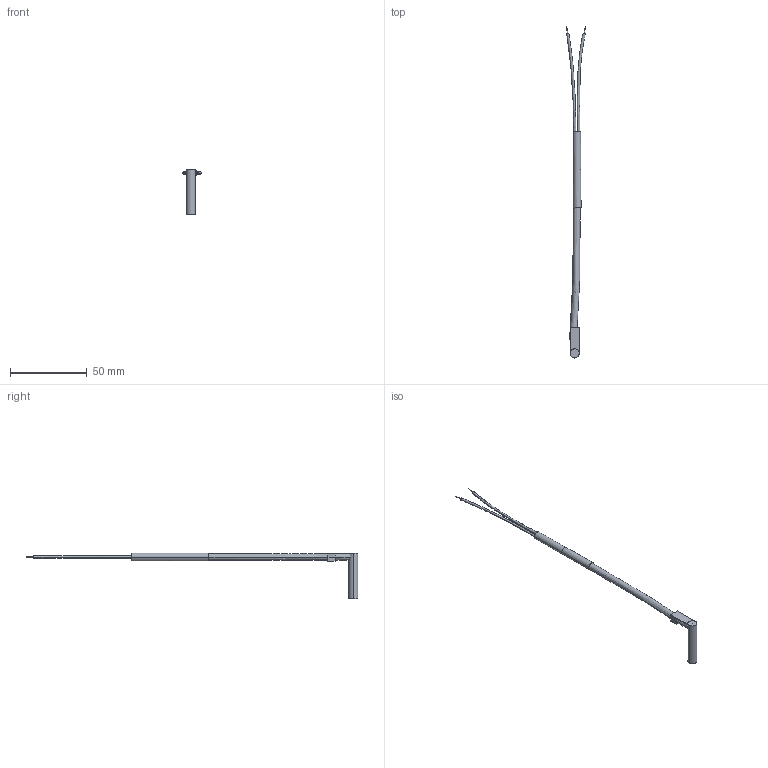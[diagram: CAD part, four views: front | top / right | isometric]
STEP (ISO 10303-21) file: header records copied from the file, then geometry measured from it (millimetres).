
FILE_DESCRIPTION (( 'STEP AP203' ), '1' );
FILE_NAME ('1513.STEP', '2014-07-23T12:56:29', ( '' ), ( '' ), 'SwSTEP 2.0', 'SolidWorks 2014', '' );
FILE_SCHEMA (( 'CONFIG_CONTROL_DESIGN' ));
Length unit declared in the file: millimetre
Products named in the file (1): 1513
Bounding box: 12.77 x 216.96 x 30 mm (x, y, z)
Volume: 4136.7 mm3; surface area: 4392.7 mm2
Topology: 10 solids, 10 shells, 52 faces, 94 edges, 63 vertices
Faces by surface type: plane 35, cylinder 9, bspline 6, sphere 2
Entity records: 1707 total; most frequent: CARTESIAN_POINT 614, DIRECTION 216, ORIENTED_EDGE 188, EDGE_CURVE 94, AXIS2_PLACEMENT_3D 81, VERTEX_POINT 63, VECTOR 54, LINE 54
